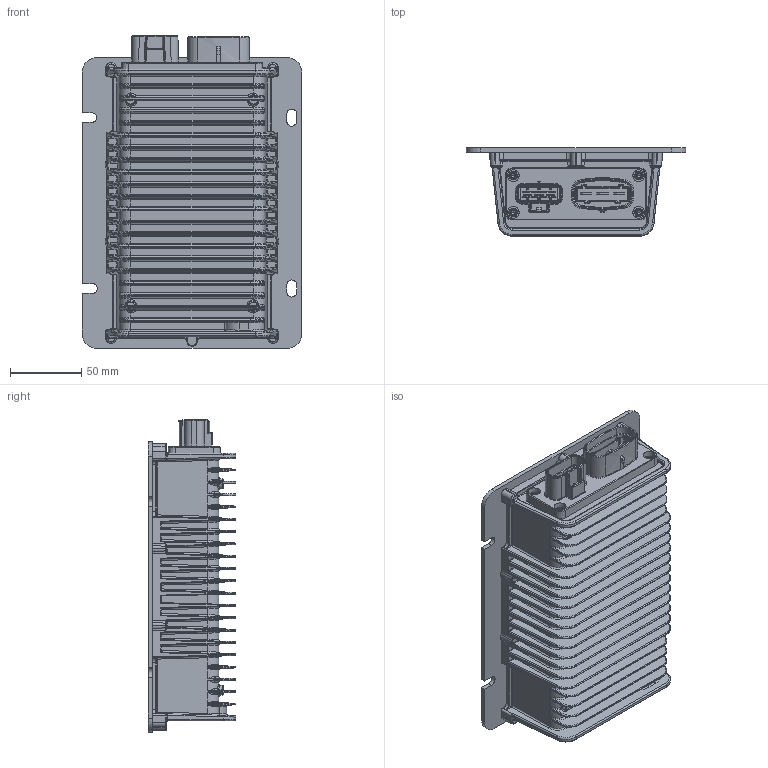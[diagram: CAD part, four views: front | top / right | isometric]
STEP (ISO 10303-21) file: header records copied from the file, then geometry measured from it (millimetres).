
FILE_DESCRIPTION (( 'STEP AP214' ), '1' );
FILE_NAME ('3D杅耀-DC2105B001dd.STEP', '2023-12-05T02:39:41', ( '' ), ( '' ), 'SwSTEP 2.0', 'SolidWorks 2022', '' );
FILE_SCHEMA (( 'AUTOMOTIVE_DESIGN' ));
Length unit declared in the file: millimetre
Products named in the file (1): 3D数模-DC2105B001dd
Bounding box: 154 x 61.7 x 219.5 mm (x, y, z)
Volume: 326113.1 mm3; surface area: 289067.9 mm2
Topology: 15 solids, 15 shells, 3940 faces, 9509 edges, 5462 vertices
Faces by surface type: bspline 1506, cylinder 1203, plane 915, cone 309, torus 7
Entity records: 179338 total; most frequent: CARTESIAN_POINT 98760, ORIENTED_EDGE 18596, DIRECTION 14043, EDGE_CURVE 9298, VERTEX_POINT 5462, AXIS2_PLACEMENT_3D 5005, EDGE_LOOP 4114, VECTOR 4033
